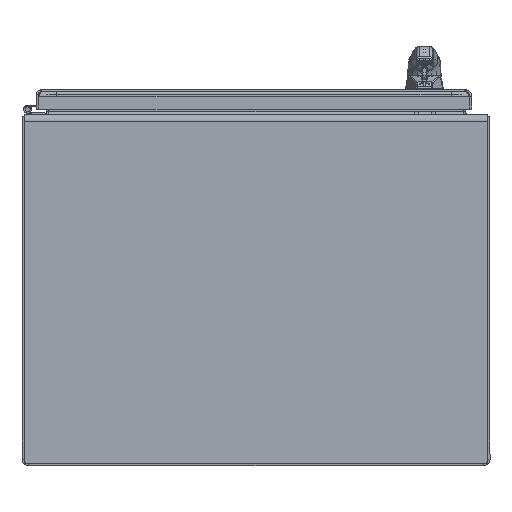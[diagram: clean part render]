
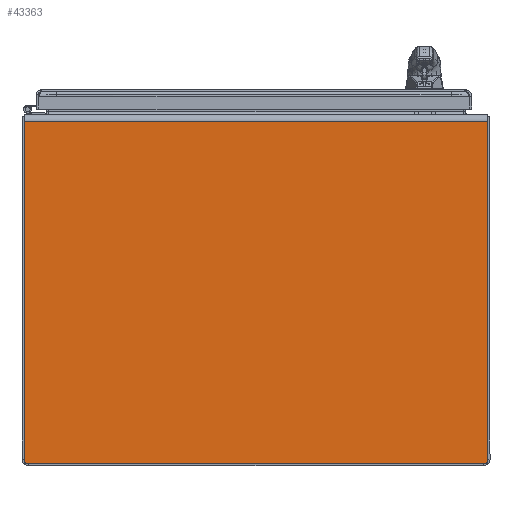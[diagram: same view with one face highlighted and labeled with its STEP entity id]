
A CAD part, front view. The second image highlights one B-rep face of the part: STEP entity #43363.
In plain terms, the highlighted face is planar.
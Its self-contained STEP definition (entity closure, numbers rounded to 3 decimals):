
#2381=PLANE('',#46958);
#3423=FACE_OUTER_BOUND('',#6089,.T.);
#6089=EDGE_LOOP('',(#28931,#28932,#28933,#28934));
#11416=LINE('',#65366,#14681);
#11421=LINE('',#65382,#14686);
#11424=LINE('',#65388,#14689);
#11425=LINE('',#65389,#14690);
#14681=VECTOR('',#52283,0.394);
#14686=VECTOR('',#52304,0.394);
#14689=VECTOR('',#52309,0.394);
#14690=VECTOR('',#52310,0.394);
#17875=VERTEX_POINT('',#65363);
#17876=VERTEX_POINT('',#65365);
#17879=VERTEX_POINT('',#65381);
#17881=VERTEX_POINT('',#65387);
#22049=EDGE_CURVE('',#17876,#17875,#11416,.T.);
#22057=EDGE_CURVE('',#17879,#17876,#11421,.T.);
#22060=EDGE_CURVE('',#17875,#17881,#11424,.T.);
#22061=EDGE_CURVE('',#17881,#17879,#11425,.T.);
#28931=ORIENTED_EDGE('',*,*,#22049,.T.);
#28932=ORIENTED_EDGE('',*,*,#22060,.T.);
#28933=ORIENTED_EDGE('',*,*,#22061,.T.);
#28934=ORIENTED_EDGE('',*,*,#22057,.T.);
#43363=ADVANCED_FACE('',(#3423),#2381,.F.);
#46958=AXIS2_PLACEMENT_3D('',#65386,#52307,#52308);
#52283=DIRECTION('',(-1.,0.,0.));
#52304=DIRECTION('',(0.,-1.,0.));
#52307=DIRECTION('center_axis',(0.,0.,1.));
#52308=DIRECTION('ref_axis',(1.,0.,0.));
#52309=DIRECTION('',(0.,1.,0.));
#52310=DIRECTION('',(1.,0.,0.));
#65363=CARTESIAN_POINT('',(0.,-17.667,0.));
#65365=CARTESIAN_POINT('',(23.917,-17.667,0.));
#65366=CARTESIAN_POINT('',(17.938,-17.667,0.));
#65381=CARTESIAN_POINT('',(23.917,0.,0.));
#65382=CARTESIAN_POINT('',(23.917,0.,0.));
#65386=CARTESIAN_POINT('Origin',(11.959,-9.011,0.));
#65387=CARTESIAN_POINT('',(0.,0.,0.));
#65388=CARTESIAN_POINT('',(0.,-18.021,0.));
#65389=CARTESIAN_POINT('',(0.,0.,0.));
